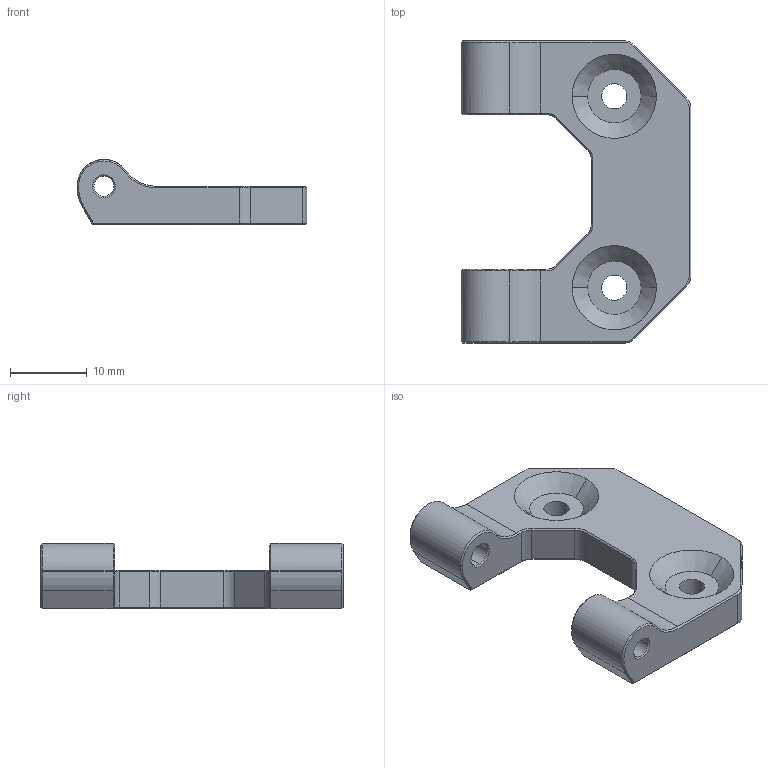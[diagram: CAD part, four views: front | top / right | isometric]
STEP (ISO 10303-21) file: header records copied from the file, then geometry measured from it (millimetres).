
FILE_DESCRIPTION (( 'STEP AP203' ), '1' );
FILE_NAME ('藷啣磁珜_4璃.STEP', '2024-01-18T11:36:37', ( 'Leo' ), ( '' ), 'SwSTEP 2.0', 'SolidWorks 2022', '' );
FILE_SCHEMA (( 'CONFIG_CONTROL_DESIGN' ));
Length unit declared in the file: millimetre
Products named in the file (1): 门板合页_4件
Bounding box: 30 x 39.5 x 8.5 mm (x, y, z)
Volume: 3910.8 mm3; surface area: 2670.9 mm2
Topology: 1 solids, 1 shells, 114 faces, 266 edges, 156 vertices
Faces by surface type: cone 46, plane 46, cylinder 22
Entity records: 3291 total; most frequent: DIRECTION 596, CARTESIAN_POINT 537, ORIENTED_EDGE 532, EDGE_CURVE 266, AXIS2_PLACEMENT_3D 215, LINE 166, VECTOR 166, VERTEX_POINT 156
